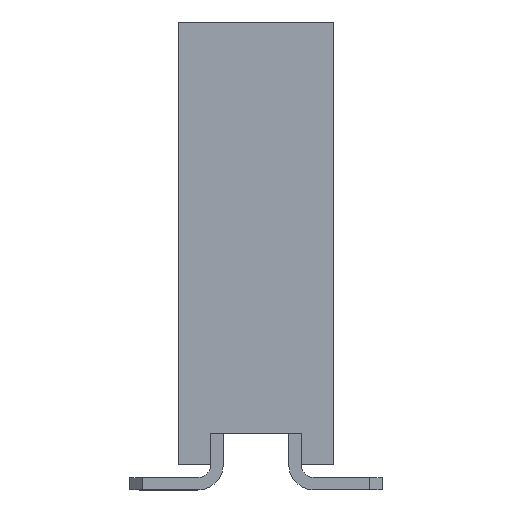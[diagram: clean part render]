
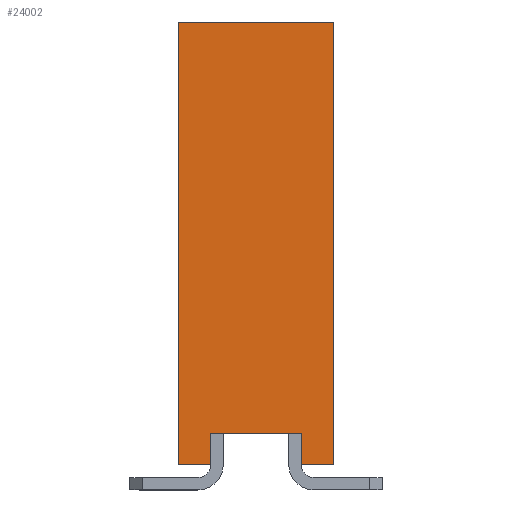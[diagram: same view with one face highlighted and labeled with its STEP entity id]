
A CAD part, front view. The second image highlights one B-rep face of the part: STEP entity #24002.
In plain terms, the highlighted face is planar.
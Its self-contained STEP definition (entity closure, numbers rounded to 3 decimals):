
#8232=ORIENTED_EDGE('',*,*,#12014,.T.);
#8233=ORIENTED_EDGE('',*,*,#12024,.T.);
#8234=ORIENTED_EDGE('',*,*,#11946,.T.);
#8235=ORIENTED_EDGE('',*,*,#12025,.T.);
#8236=ORIENTED_EDGE('',*,*,#12018,.T.);
#8237=ORIENTED_EDGE('',*,*,#12026,.F.);
#8238=ORIENTED_EDGE('',*,*,#12022,.F.);
#8239=ORIENTED_EDGE('',*,*,#12027,.T.);
#11946=EDGE_CURVE('',#14275,#14274,#16690,.T.);
#12014=EDGE_CURVE('',#14279,#14278,#16758,.T.);
#12018=EDGE_CURVE('',#14283,#14282,#16762,.T.);
#12022=EDGE_CURVE('',#14286,#14287,#16766,.T.);
#12024=EDGE_CURVE('',#14278,#14275,#16768,.T.);
#12025=EDGE_CURVE('',#14274,#14283,#16769,.T.);
#12026=EDGE_CURVE('',#14287,#14282,#16770,.T.);
#12027=EDGE_CURVE('',#14286,#14279,#16771,.T.);
#14274=VERTEX_POINT('',#40553);
#14275=VERTEX_POINT('',#40555);
#14278=VERTEX_POINT('',#40626);
#14279=VERTEX_POINT('',#40628);
#14282=VERTEX_POINT('',#40635);
#14283=VERTEX_POINT('',#40637);
#14286=VERTEX_POINT('',#40644);
#14287=VERTEX_POINT('',#40646);
#16690=LINE('',#40554,#19178);
#16758=LINE('',#40627,#19246);
#16762=LINE('',#40636,#19250);
#16766=LINE('',#40645,#19254);
#16768=LINE('',#40649,#19256);
#16769=LINE('',#40650,#19257);
#16770=LINE('',#40651,#19258);
#16771=LINE('',#40652,#19259);
#19178=VECTOR('',#32697,1000.);
#19246=VECTOR('',#32767,1000.);
#19250=VECTOR('',#32773,1000.);
#19254=VECTOR('',#32779,1000.);
#19256=VECTOR('',#32783,1000.);
#19257=VECTOR('',#32784,1000.);
#19258=VECTOR('',#32785,1000.);
#19259=VECTOR('',#32786,1000.);
#20516=EDGE_LOOP('',(#8232,#8233,#8234,#8235,#8236,#8237,#8238,#8239));
#21838=FACE_BOUND('',#20516,.T.);
#22712=PLANE('',#26220);
#24002=ADVANCED_FACE('',(#21838),#22712,.F.);
#26220=AXIS2_PLACEMENT_3D('',#40648,#32781,#32782);
#32697=DIRECTION('',(0.,0.,-1.));
#32767=DIRECTION('',(0.,0.,1.));
#32773=DIRECTION('',(0.,0.,1.));
#32779=DIRECTION('',(0.,0.,1.));
#32781=DIRECTION('',(-1.,0.,0.));
#32782=DIRECTION('',(0.,0.,1.));
#32783=DIRECTION('',(0.,1.,0.));
#32784=DIRECTION('',(0.,1.,0.));
#32785=DIRECTION('',(0.,1.,0.));
#32786=DIRECTION('',(0.,1.,0.));
#40553=CARTESIAN_POINT('',(20.57,0.725,-3.55));
#40554=CARTESIAN_POINT('',(20.57,0.725,-3.05));
#40555=CARTESIAN_POINT('',(20.57,0.725,-3.05));
#40626=CARTESIAN_POINT('',(20.57,-0.725,-3.05));
#40627=CARTESIAN_POINT('',(20.57,-0.725,-3.55));
#40628=CARTESIAN_POINT('',(20.57,-0.725,-3.55));
#40635=CARTESIAN_POINT('',(20.57,1.25,3.55));
#40636=CARTESIAN_POINT('',(20.57,1.25,-3.55));
#40637=CARTESIAN_POINT('',(20.57,1.25,-3.55));
#40644=CARTESIAN_POINT('',(20.57,-1.25,-3.55));
#40645=CARTESIAN_POINT('',(20.57,-1.25,-3.55));
#40646=CARTESIAN_POINT('',(20.57,-1.25,3.55));
#40648=CARTESIAN_POINT('',(20.57,-1.25,-3.55));
#40649=CARTESIAN_POINT('',(20.57,-0.725,-3.05));
#40650=CARTESIAN_POINT('',(20.57,-1.25,-3.55));
#40651=CARTESIAN_POINT('',(20.57,-1.25,3.55));
#40652=CARTESIAN_POINT('',(20.57,-1.25,-3.55));
